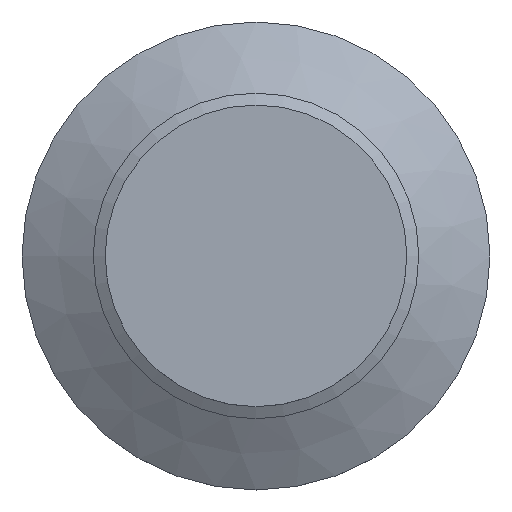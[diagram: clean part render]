
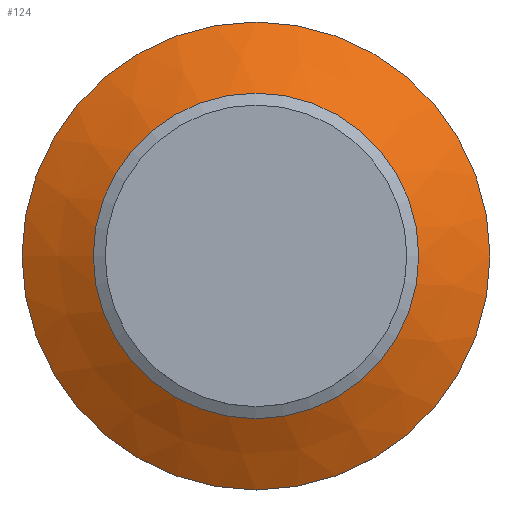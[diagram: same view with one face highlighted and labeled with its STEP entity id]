
A CAD part, top view. The second image highlights one B-rep face of the part: STEP entity #124.
In plain terms, the highlighted conical face has half-angle 60 degrees and reference radius 5.85 mm.
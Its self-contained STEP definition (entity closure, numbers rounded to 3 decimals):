
#124=ADVANCED_FACE('',(#140,#141),#133,.T.);
#133=CONICAL_SURFACE('',#222,5.85,60.);
#140=FACE_BOUND('',#156,.T.);
#141=FACE_BOUND('',#157,.T.);
#156=EDGE_LOOP('',(#174));
#157=EDGE_LOOP('',(#175));
#174=ORIENTED_EDGE('',*,*,#199,.F.);
#175=ORIENTED_EDGE('',*,*,#200,.F.);
#190=VERTEX_POINT('',#282);
#191=VERTEX_POINT('',#285);
#199=EDGE_CURVE('',#190,#190,#208,.T.);
#200=EDGE_CURVE('',#191,#191,#209,.T.);
#208=CIRCLE('',#219,5.85);
#209=CIRCLE('',#221,4.07);
#219=AXIS2_PLACEMENT_3D('',#281,#243,#244);
#221=AXIS2_PLACEMENT_3D('',#284,#247,#248);
#222=AXIS2_PLACEMENT_3D('',#286,#249,#250);
#243=DIRECTION('',(0.,0.,-1.));
#244=DIRECTION('',(-1.,0.,0.));
#247=DIRECTION('',(0.,0.,1.));
#248=DIRECTION('',(-1.,0.,0.));
#249=DIRECTION('',(0.,0.,-1.));
#250=DIRECTION('',(-1.,0.,0.));
#281=CARTESIAN_POINT('',(0.,0.,-2.075));
#282=CARTESIAN_POINT('',(-5.85,0.,-2.075));
#284=CARTESIAN_POINT('',(0.,0.,-1.047));
#285=CARTESIAN_POINT('',(-4.07,0.,-1.047));
#286=CARTESIAN_POINT('',(0.,0.,-2.075));
